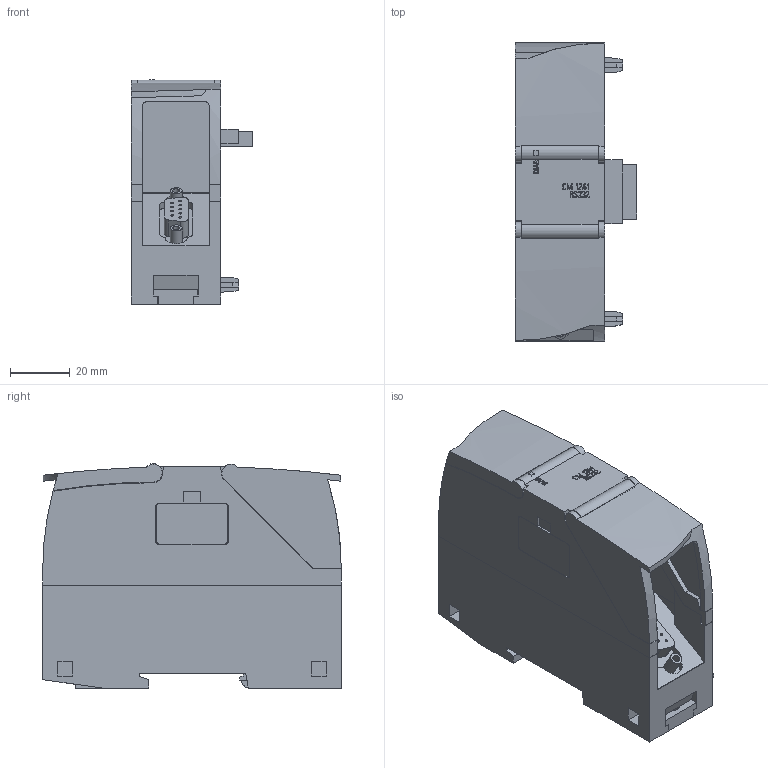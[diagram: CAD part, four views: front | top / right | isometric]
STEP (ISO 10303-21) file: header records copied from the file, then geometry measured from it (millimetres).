
FILE_DESCRIPTION(/* description */ (''),/* implementation_level */ '2;1');
FILE_NAME(/* name */ '6ES7241-1AH32-0XB0_3d.stp',/* time_stamp */ '2024-06-28T13:06:50+02:00',/* author */ (''),/* organization */ (''),/* preprocessor_version */ 'ST-DEVELOPER v18.102',/* originating_system */ 'SIEMENS PLM Software NX 2023',/* authorisation */ '');
FILE_SCHEMA (('AUTOMOTIVE_DESIGN { 1 0 10303 214 3 1 1 1 }'));
Length unit declared in the file: millimetre
Products named in the file (5): A5E31861310A_RS-AA_002_1-labeling; A5E30162771A_RS-AA_002_1-cover_top; A5E30162848A_RS-AA_002_1-cover_bottom; A5E30162769A_RS-AA_002_1-box; A5E31861323A_RS-AA_002_3-CAx_6ES72411AH320XB0
Assembly tree (4 placements, depth 2):
  A5E31861323A_RS-AA_002_3-CAx_6ES72411AH320XB0
    A5E30162769A_RS-AA_002_1-box
    A5E30162848A_RS-AA_002_1-cover_bottom
    A5E30162771A_RS-AA_002_1-cover_top
    A5E31861310A_RS-AA_002_1-labeling
Bounding box: 40.8 x 100 x 75.09 mm (x, y, z)
Volume: 130513 mm3; surface area: 50801 mm2
Topology: 63 solids, 63 shells, 796 faces, 1987 edges, 1328 vertices
Faces by surface type: plane 639, extrusion 92, cylinder 65
Full cylindrical faces by diameter (mm): 0.9 x9, 1.9 x4, 2 x3, 2.4 x2, 4 x2, 4.3 x2
Entity records: 34287 total; most frequent: CARTESIAN_POINT 9580, ORIENTED_EDGE 3890, DIRECTION 3384, EDGE_CURVE 1945, VECTOR 1686, LINE 1594, VERTEX_POINT 1314, EDGE_LOOP 889
